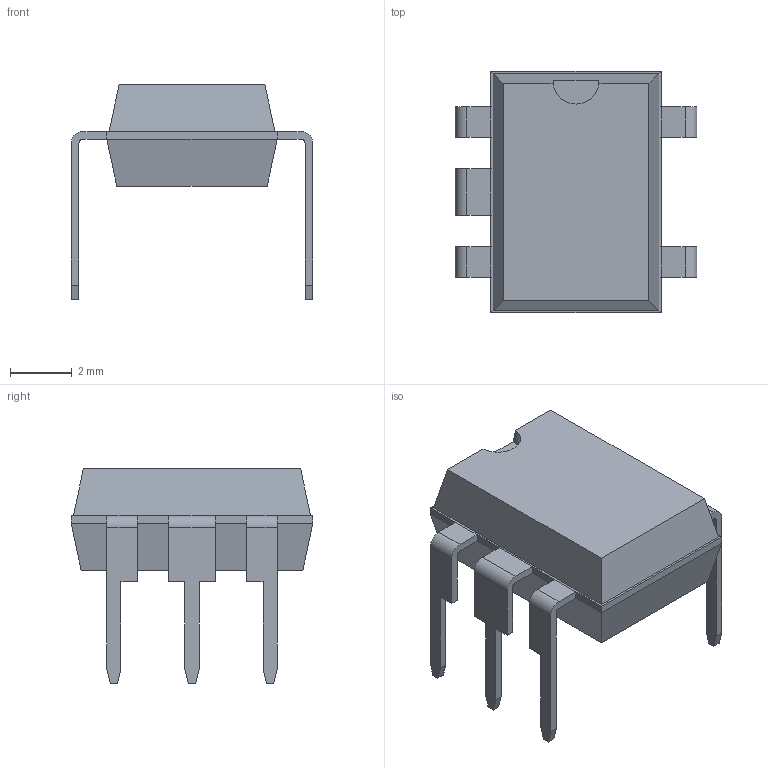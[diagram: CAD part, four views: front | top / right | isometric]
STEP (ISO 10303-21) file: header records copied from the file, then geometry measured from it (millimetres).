
FILE_DESCRIPTION(/* description */ ('model of Toshiba_11-7A9'),/* implementation_level */ '2;1');
FILE_NAME(/* name */ 'Toshiba_11-7A9.step',/* time_stamp */ '2018-11-04T11:29:18',/* author */ ('kicad StepUp','ksu'),/* organization */ ('FreeCAD'),/* preprocessor_version */ 'OCC',/* originating_system */ 'kicad StepUp',/* authorisation */ '');
FILE_SCHEMA(('AUTOMOTIVE_DESIGN { 1 0 10303 214 1 1 1 1 }'));
Length unit declared in the file: millimetre
Products named in the file (1): Toshiba_11_7A9
Bounding box: 7.86 x 7.86 x 6.98 mm (x, y, z)
Volume: 133.6 mm3; surface area: 219.3 mm2
Topology: 1 solids, 1 shells, 102 faces, 260 edges, 160 vertices
Faces by surface type: plane 69, bspline 22, cylinder 11
Entity records: 3702 total; most frequent: CARTESIAN_POINT 614, ORIENTED_EDGE 520, DIRECTION 427, EDGE_CURVE 260, LINE 217, VECTOR 217, VERTEX_POINT 160, AXIS2_PLACEMENT_3D 105
